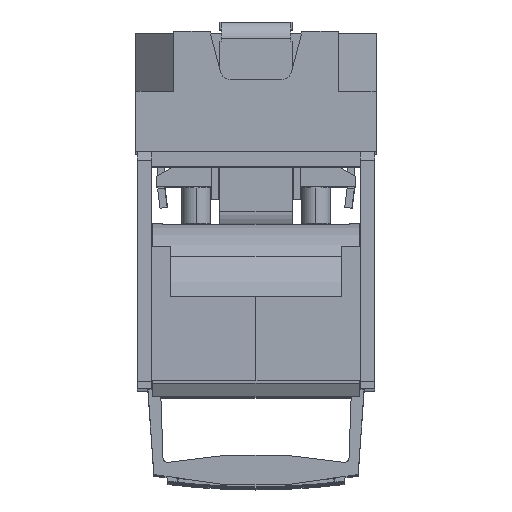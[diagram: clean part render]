
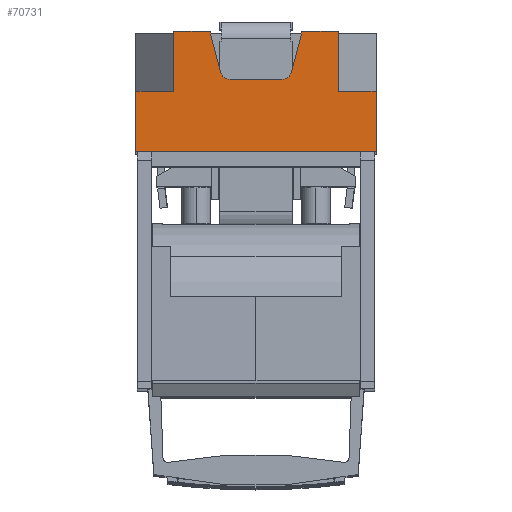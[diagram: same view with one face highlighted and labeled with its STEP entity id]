
A CAD part, top view. The second image highlights one B-rep face of the part: STEP entity #70731.
In plain terms, the highlighted planar face has unit normal (0, 0, 1).
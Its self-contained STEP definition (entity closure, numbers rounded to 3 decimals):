
#70583=AXIS2_PLACEMENT_3D('Plane Axis2P3D',#70580,#70581,#70582) ;
#70596=AXIS2_PLACEMENT_3D('Circle Axis2P3D',#70594,#70595,$) ;
#70610=AXIS2_PLACEMENT_3D('Circle Axis2P3D',#70608,#70609,$) ;
#66420=CARTESIAN_POINT('Vertex',(50.,-54.,277.5)) ;
#66423=CARTESIAN_POINT('Line Origine',(0.,-54.,277.5)) ;
#66427=CARTESIAN_POINT('Vertex',(-50.,-54.,277.5)) ;
#70541=CARTESIAN_POINT('Line Origine',(-50.,-29.,277.5)) ;
#70545=CARTESIAN_POINT('Vertex',(-50.,-29.,277.5)) ;
#70580=CARTESIAN_POINT('Axis2P3D Location',(0.,-4.,277.5)) ;
#70585=CARTESIAN_POINT('Line Origine',(16.811,-13.103,277.5)) ;
#70589=CARTESIAN_POINT('Vertex',(18.936,-5.171,277.5)) ;
#70591=CARTESIAN_POINT('Vertex',(14.685,-21.035,277.5)) ;
#70594=CARTESIAN_POINT('Axis2P3D Location',(10.822,-20.,277.5)) ;
#70598=CARTESIAN_POINT('Vertex',(10.822,-24.,277.5)) ;
#70601=CARTESIAN_POINT('Line Origine',(0.,-24.,277.5)) ;
#70605=CARTESIAN_POINT('Vertex',(-10.822,-24.,277.5)) ;
#70608=CARTESIAN_POINT('Axis2P3D Location',(-10.822,-20.,277.5)) ;
#70612=CARTESIAN_POINT('Vertex',(-14.685,-21.035,277.5)) ;
#70615=CARTESIAN_POINT('Line Origine',(-16.811,-13.103,277.5)) ;
#70619=CARTESIAN_POINT('Vertex',(-18.936,-5.171,277.5)) ;
#70622=CARTESIAN_POINT('Line Origine',(-18.936,-4.585,277.5)) ;
#70626=CARTESIAN_POINT('Vertex',(-18.936,-4.,277.5)) ;
#70629=CARTESIAN_POINT('Line Origine',(-19.093,-4.,277.5)) ;
#70633=CARTESIAN_POINT('Vertex',(-19.25,-4.,277.5)) ;
#70636=CARTESIAN_POINT('Line Origine',(-23.375,-4.,277.5)) ;
#70640=CARTESIAN_POINT('Vertex',(-27.5,-4.,277.5)) ;
#70643=CARTESIAN_POINT('Line Origine',(-30.882,-4.,277.5)) ;
#70647=CARTESIAN_POINT('Vertex',(-34.264,-4.,277.5)) ;
#70650=CARTESIAN_POINT('Line Origine',(-34.264,-16.5,277.5)) ;
#70654=CARTESIAN_POINT('Vertex',(-34.264,-29.,277.5)) ;
#70657=CARTESIAN_POINT('Line Origine',(-42.132,-29.,277.5)) ;
#70662=CARTESIAN_POINT('Line Origine',(50.,-41.5,277.5)) ;
#70666=CARTESIAN_POINT('Vertex',(50.,-29.,277.5)) ;
#70669=CARTESIAN_POINT('Line Origine',(42.132,-29.,277.5)) ;
#70673=CARTESIAN_POINT('Vertex',(34.264,-29.,277.5)) ;
#70676=CARTESIAN_POINT('Line Origine',(34.264,-16.5,277.5)) ;
#70680=CARTESIAN_POINT('Vertex',(34.264,-4.,277.5)) ;
#70683=CARTESIAN_POINT('Line Origine',(30.882,-4.,277.5)) ;
#70687=CARTESIAN_POINT('Vertex',(27.5,-4.,277.5)) ;
#70690=CARTESIAN_POINT('Line Origine',(23.375,-4.,277.5)) ;
#70694=CARTESIAN_POINT('Vertex',(19.25,-4.,277.5)) ;
#70697=CARTESIAN_POINT('Line Origine',(19.093,-4.,277.5)) ;
#70701=CARTESIAN_POINT('Vertex',(18.936,-4.,277.5)) ;
#70704=CARTESIAN_POINT('Line Origine',(18.936,-4.585,277.5)) ;
#66424=DIRECTION('Vector Direction',(1.,0.,0.)) ;
#70542=DIRECTION('Vector Direction',(0.,-1.,0.)) ;
#70581=DIRECTION('Axis2P3D Direction',(-0.,0.,1.)) ;
#70582=DIRECTION('Axis2P3D XDirection',(0.,-1.,0.)) ;
#70586=DIRECTION('Vector Direction',(-0.259,-0.966,0.)) ;
#70595=DIRECTION('Axis2P3D Direction',(-0.,0.,1.)) ;
#70602=DIRECTION('Vector Direction',(-1.,0.,0.)) ;
#70609=DIRECTION('Axis2P3D Direction',(-0.,0.,1.)) ;
#70616=DIRECTION('Vector Direction',(-0.259,0.966,0.)) ;
#70623=DIRECTION('Vector Direction',(0.,-1.,0.)) ;
#70630=DIRECTION('Vector Direction',(1.,0.,0.)) ;
#70637=DIRECTION('Vector Direction',(-1.,0.,0.)) ;
#70644=DIRECTION('Vector Direction',(1.,0.,0.)) ;
#70651=DIRECTION('Vector Direction',(0.,-1.,0.)) ;
#70658=DIRECTION('Vector Direction',(-1.,0.,0.)) ;
#70663=DIRECTION('Vector Direction',(0.,1.,0.)) ;
#70670=DIRECTION('Vector Direction',(-1.,0.,0.)) ;
#70677=DIRECTION('Vector Direction',(0.,-1.,0.)) ;
#70684=DIRECTION('Vector Direction',(1.,0.,0.)) ;
#70691=DIRECTION('Vector Direction',(-1.,0.,0.)) ;
#70698=DIRECTION('Vector Direction',(1.,0.,0.)) ;
#70705=DIRECTION('Vector Direction',(0.,-1.,0.)) ;
#66425=VECTOR('Line Direction',#66424,1.) ;
#70543=VECTOR('Line Direction',#70542,1.) ;
#70587=VECTOR('Line Direction',#70586,1.) ;
#70603=VECTOR('Line Direction',#70602,1.) ;
#70617=VECTOR('Line Direction',#70616,1.) ;
#70624=VECTOR('Line Direction',#70623,1.) ;
#70631=VECTOR('Line Direction',#70630,1.) ;
#70638=VECTOR('Line Direction',#70637,1.) ;
#70645=VECTOR('Line Direction',#70644,1.) ;
#70652=VECTOR('Line Direction',#70651,1.) ;
#70659=VECTOR('Line Direction',#70658,1.) ;
#70664=VECTOR('Line Direction',#70663,1.) ;
#70671=VECTOR('Line Direction',#70670,1.) ;
#70678=VECTOR('Line Direction',#70677,1.) ;
#70685=VECTOR('Line Direction',#70684,1.) ;
#70692=VECTOR('Line Direction',#70691,1.) ;
#70699=VECTOR('Line Direction',#70698,1.) ;
#70706=VECTOR('Line Direction',#70705,1.) ;
#70710=ORIENTED_EDGE('',*,*,#70593,.T.) ;
#70711=ORIENTED_EDGE('',*,*,#70600,.T.) ;
#70712=ORIENTED_EDGE('',*,*,#70607,.T.) ;
#70713=ORIENTED_EDGE('',*,*,#70614,.T.) ;
#70714=ORIENTED_EDGE('',*,*,#70621,.T.) ;
#70715=ORIENTED_EDGE('',*,*,#70628,.F.) ;
#70716=ORIENTED_EDGE('',*,*,#70635,.F.) ;
#70717=ORIENTED_EDGE('',*,*,#70642,.T.) ;
#70718=ORIENTED_EDGE('',*,*,#70649,.F.) ;
#70719=ORIENTED_EDGE('',*,*,#70656,.T.) ;
#70720=ORIENTED_EDGE('',*,*,#70661,.T.) ;
#70721=ORIENTED_EDGE('',*,*,#70547,.T.) ;
#70722=ORIENTED_EDGE('',*,*,#66429,.T.) ;
#70723=ORIENTED_EDGE('',*,*,#70668,.T.) ;
#70724=ORIENTED_EDGE('',*,*,#70675,.T.) ;
#70725=ORIENTED_EDGE('',*,*,#70682,.F.) ;
#70726=ORIENTED_EDGE('',*,*,#70689,.F.) ;
#70727=ORIENTED_EDGE('',*,*,#70696,.T.) ;
#70728=ORIENTED_EDGE('',*,*,#70703,.F.) ;
#70729=ORIENTED_EDGE('',*,*,#70708,.T.) ;
#70731=ADVANCED_FACE('804189_L01_NH-Leistenunterteil Gr.12 L2/SL12/9/KM2G-F',(#70730),#70584,.T.) ;
#70597=CIRCLE('generated circle',#70596,4.) ;
#70611=CIRCLE('generated circle',#70610,4.) ;
#66429=EDGE_CURVE('',#66428,#66421,#66426,.T.) ;
#70547=EDGE_CURVE('',#70546,#66428,#70544,.T.) ;
#70593=EDGE_CURVE('',#70590,#70592,#70588,.T.) ;
#70600=EDGE_CURVE('',#70592,#70599,#70597,.F.) ;
#70607=EDGE_CURVE('',#70599,#70606,#70604,.T.) ;
#70614=EDGE_CURVE('',#70606,#70613,#70611,.F.) ;
#70621=EDGE_CURVE('',#70613,#70620,#70618,.T.) ;
#70628=EDGE_CURVE('',#70627,#70620,#70625,.T.) ;
#70635=EDGE_CURVE('',#70634,#70627,#70632,.T.) ;
#70642=EDGE_CURVE('',#70634,#70641,#70639,.T.) ;
#70649=EDGE_CURVE('',#70648,#70641,#70646,.T.) ;
#70656=EDGE_CURVE('',#70648,#70655,#70653,.T.) ;
#70661=EDGE_CURVE('',#70655,#70546,#70660,.T.) ;
#70668=EDGE_CURVE('',#66421,#70667,#70665,.T.) ;
#70675=EDGE_CURVE('',#70667,#70674,#70672,.T.) ;
#70682=EDGE_CURVE('',#70681,#70674,#70679,.T.) ;
#70689=EDGE_CURVE('',#70688,#70681,#70686,.T.) ;
#70696=EDGE_CURVE('',#70688,#70695,#70693,.T.) ;
#70703=EDGE_CURVE('',#70702,#70695,#70700,.T.) ;
#70708=EDGE_CURVE('',#70702,#70590,#70707,.T.) ;
#70709=EDGE_LOOP('',(#70710,#70711,#70712,#70713,#70714,#70715,#70716,#70717,#70718,#70719,#70720,#70721,#70722,#70723,#70724,#70725,#70726,#70727,#70728,#70729)) ;
#70730=FACE_OUTER_BOUND('',#70709,.T.) ;
#66426=LINE('Line',#66423,#66425) ;
#70544=LINE('Line',#70541,#70543) ;
#70588=LINE('Line',#70585,#70587) ;
#70604=LINE('Line',#70601,#70603) ;
#70618=LINE('Line',#70615,#70617) ;
#70625=LINE('Line',#70622,#70624) ;
#70632=LINE('Line',#70629,#70631) ;
#70639=LINE('Line',#70636,#70638) ;
#70646=LINE('Line',#70643,#70645) ;
#70653=LINE('Line',#70650,#70652) ;
#70660=LINE('Line',#70657,#70659) ;
#70665=LINE('Line',#70662,#70664) ;
#70672=LINE('Line',#70669,#70671) ;
#70679=LINE('Line',#70676,#70678) ;
#70686=LINE('Line',#70683,#70685) ;
#70693=LINE('Line',#70690,#70692) ;
#70700=LINE('Line',#70697,#70699) ;
#70707=LINE('Line',#70704,#70706) ;
#70584=PLANE('Plane',#70583) ;
#66421=VERTEX_POINT('',#66420) ;
#66428=VERTEX_POINT('',#66427) ;
#70546=VERTEX_POINT('',#70545) ;
#70590=VERTEX_POINT('',#70589) ;
#70592=VERTEX_POINT('',#70591) ;
#70599=VERTEX_POINT('',#70598) ;
#70606=VERTEX_POINT('',#70605) ;
#70613=VERTEX_POINT('',#70612) ;
#70620=VERTEX_POINT('',#70619) ;
#70627=VERTEX_POINT('',#70626) ;
#70634=VERTEX_POINT('',#70633) ;
#70641=VERTEX_POINT('',#70640) ;
#70648=VERTEX_POINT('',#70647) ;
#70655=VERTEX_POINT('',#70654) ;
#70667=VERTEX_POINT('',#70666) ;
#70674=VERTEX_POINT('',#70673) ;
#70681=VERTEX_POINT('',#70680) ;
#70688=VERTEX_POINT('',#70687) ;
#70695=VERTEX_POINT('',#70694) ;
#70702=VERTEX_POINT('',#70701) ;
